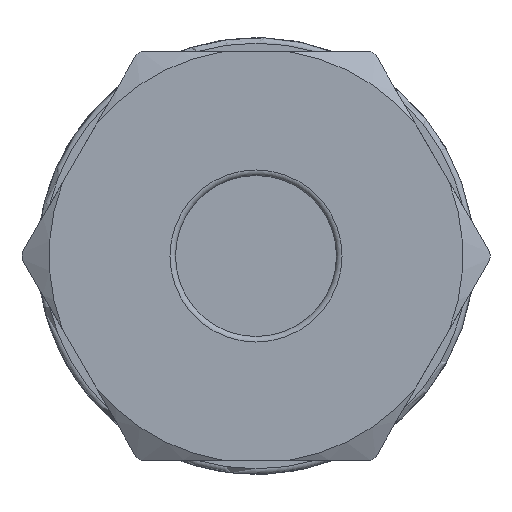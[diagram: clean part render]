
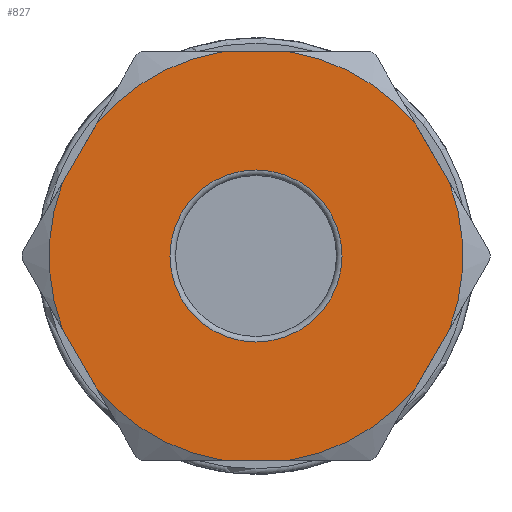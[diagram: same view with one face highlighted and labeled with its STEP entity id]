
A CAD part, front view. The second image highlights one B-rep face of the part: STEP entity #827.
In plain terms, the highlighted planar face has unit normal (0, -1, 0).
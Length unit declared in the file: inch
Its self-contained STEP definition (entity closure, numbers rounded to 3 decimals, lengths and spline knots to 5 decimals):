
#526=CARTESIAN_POINT('',(0.14889,-0.32,-0.91192));
#527=VERTEX_POINT('',#526);
#541=CARTESIAN_POINT('',(-0.14889,-0.32,-0.91192));
#542=VERTEX_POINT('',#541);
#543=CARTESIAN_POINT('',(-0.14889,-0.32,-0.91192));
#544=DIRECTION('',(1.0,0.0,0.0));
#545=VECTOR('',#544,0.29779);
#546=LINE('',#543,#545);
#547=EDGE_CURVE('',#542,#527,#546,.T.);
#587=CARTESIAN_POINT('',(-0.7153,-0.32,-0.58491));
#588=VERTEX_POINT('',#587);
#602=CARTESIAN_POINT('',(-0.8642,-0.32,-0.32702));
#603=VERTEX_POINT('',#602);
#604=CARTESIAN_POINT('',(-0.8642,-0.32,-0.32702));
#605=DIRECTION('',(0.5,0.,-0.866));
#606=VECTOR('',#605,0.29779);
#607=LINE('',#604,#606);
#608=EDGE_CURVE('',#603,#588,#607,.T.);
#666=CARTESIAN_POINT('',(-0.8642,-0.32,0.32702));
#667=VERTEX_POINT('',#666);
#681=CARTESIAN_POINT('',(-0.7153,-0.32,0.58491));
#682=VERTEX_POINT('',#681);
#683=CARTESIAN_POINT('',(-0.7153,-0.32,0.58491));
#684=DIRECTION('',(-0.5,0.,-0.866));
#685=VECTOR('',#684,0.29779);
#686=LINE('',#683,#685);
#687=EDGE_CURVE('',#682,#667,#686,.T.);
#719=CARTESIAN_POINT('',(-0.3844,-0.32,0.));
#720=VERTEX_POINT('',#719);
#721=CARTESIAN_POINT('',(0.,-0.32,0.));
#722=DIRECTION('',(0.0,-1.0,0.0));
#723=DIRECTION('',(1.0,0.0,0.0));
#724=AXIS2_PLACEMENT_3D('',#721,#722,#723);
#725=CIRCLE('',#724,0.3844);
#726=EDGE_CURVE('',#720,#720,#725,.T.);
#742=CARTESIAN_POINT('',(-0.7062,-0.32,0.));
#743=DIRECTION('',(0.0,-1.0,0.0));
#744=DIRECTION('',(0.0,0.0,-1.0));
#745=AXIS2_PLACEMENT_3D('',#742,#743,#744);
#746=PLANE('',#745);
#747=CARTESIAN_POINT('',(-0.14889,-0.32,0.91192));
#748=VERTEX_POINT('',#747);
#749=CARTESIAN_POINT('',(0.,-0.32,0.));
#750=DIRECTION('',(0.0,-1.0,0.0));
#751=DIRECTION('',(-1.0,0.0,0.0));
#752=AXIS2_PLACEMENT_3D('',#749,#750,#751);
#753=CIRCLE('',#752,0.924);
#754=EDGE_CURVE('',#748,#682,#753,.T.);
#755=ORIENTED_EDGE('',*,*,#754,.T.);
#756=ORIENTED_EDGE('',*,*,#687,.T.);
#757=CARTESIAN_POINT('',(0.,-0.32,0.));
#758=DIRECTION('',(0.0,-1.0,0.0));
#759=DIRECTION('',(-1.0,0.0,0.0));
#760=AXIS2_PLACEMENT_3D('',#757,#758,#759);
#761=CIRCLE('',#760,0.924);
#762=EDGE_CURVE('',#667,#603,#761,.T.);
#763=ORIENTED_EDGE('',*,*,#762,.T.);
#764=ORIENTED_EDGE('',*,*,#608,.T.);
#765=CARTESIAN_POINT('',(0.,-0.32,0.));
#766=DIRECTION('',(0.0,-1.0,0.0));
#767=DIRECTION('',(-1.0,0.0,0.0));
#768=AXIS2_PLACEMENT_3D('',#765,#766,#767);
#769=CIRCLE('',#768,0.924);
#770=EDGE_CURVE('',#588,#542,#769,.T.);
#771=ORIENTED_EDGE('',*,*,#770,.T.);
#772=ORIENTED_EDGE('',*,*,#547,.T.);
#773=CARTESIAN_POINT('',(0.7153,-0.32,-0.58491));
#774=VERTEX_POINT('',#773);
#775=CARTESIAN_POINT('',(0.,-0.32,0.));
#776=DIRECTION('',(0.0,-1.0,0.0));
#777=DIRECTION('',(-1.0,0.0,0.0));
#778=AXIS2_PLACEMENT_3D('',#775,#776,#777);
#779=CIRCLE('',#778,0.924);
#780=EDGE_CURVE('',#527,#774,#779,.T.);
#781=ORIENTED_EDGE('',*,*,#780,.T.);
#782=CARTESIAN_POINT('',(0.8642,-0.32,-0.32702));
#783=VERTEX_POINT('',#782);
#784=CARTESIAN_POINT('',(0.7153,-0.32,-0.58491));
#785=DIRECTION('',(0.5,0.,0.866));
#786=VECTOR('',#785,0.29779);
#787=LINE('',#784,#786);
#788=EDGE_CURVE('',#774,#783,#787,.T.);
#789=ORIENTED_EDGE('',*,*,#788,.T.);
#790=CARTESIAN_POINT('',(0.8642,-0.32,0.32702));
#791=VERTEX_POINT('',#790);
#792=CARTESIAN_POINT('',(0.,-0.32,0.));
#793=DIRECTION('',(0.0,-1.0,0.0));
#794=DIRECTION('',(-1.0,0.0,0.0));
#795=AXIS2_PLACEMENT_3D('',#792,#793,#794);
#796=CIRCLE('',#795,0.924);
#797=EDGE_CURVE('',#783,#791,#796,.T.);
#798=ORIENTED_EDGE('',*,*,#797,.T.);
#799=CARTESIAN_POINT('',(0.7153,-0.32,0.58491));
#800=VERTEX_POINT('',#799);
#801=CARTESIAN_POINT('',(0.8642,-0.32,0.32702));
#802=DIRECTION('',(-0.5,0.,0.866));
#803=VECTOR('',#802,0.29779);
#804=LINE('',#801,#803);
#805=EDGE_CURVE('',#791,#800,#804,.T.);
#806=ORIENTED_EDGE('',*,*,#805,.T.);
#807=CARTESIAN_POINT('',(0.14889,-0.32,0.91192));
#808=VERTEX_POINT('',#807);
#809=CARTESIAN_POINT('',(0.,-0.32,0.));
#810=DIRECTION('',(0.0,-1.0,0.0));
#811=DIRECTION('',(-1.0,0.0,0.0));
#812=AXIS2_PLACEMENT_3D('',#809,#810,#811);
#813=CIRCLE('',#812,0.924);
#814=EDGE_CURVE('',#800,#808,#813,.T.);
#815=ORIENTED_EDGE('',*,*,#814,.T.);
#816=CARTESIAN_POINT('',(0.14889,-0.32,0.91192));
#817=DIRECTION('',(-1.0,0.0,0.0));
#818=VECTOR('',#817,0.29779);
#819=LINE('',#816,#818);
#820=EDGE_CURVE('',#808,#748,#819,.T.);
#821=ORIENTED_EDGE('',*,*,#820,.T.);
#822=EDGE_LOOP('',(#755,#756,#763,#764,#771,#772,#781,#789,#798,#806,#815,#821));
#823=FACE_OUTER_BOUND('',#822,.T.);
#824=ORIENTED_EDGE('',*,*,#726,.F.);
#825=EDGE_LOOP('',(#824));
#826=FACE_BOUND('',#825,.T.);
#827=ADVANCED_FACE('',(#823,#826),#746,.T.);
